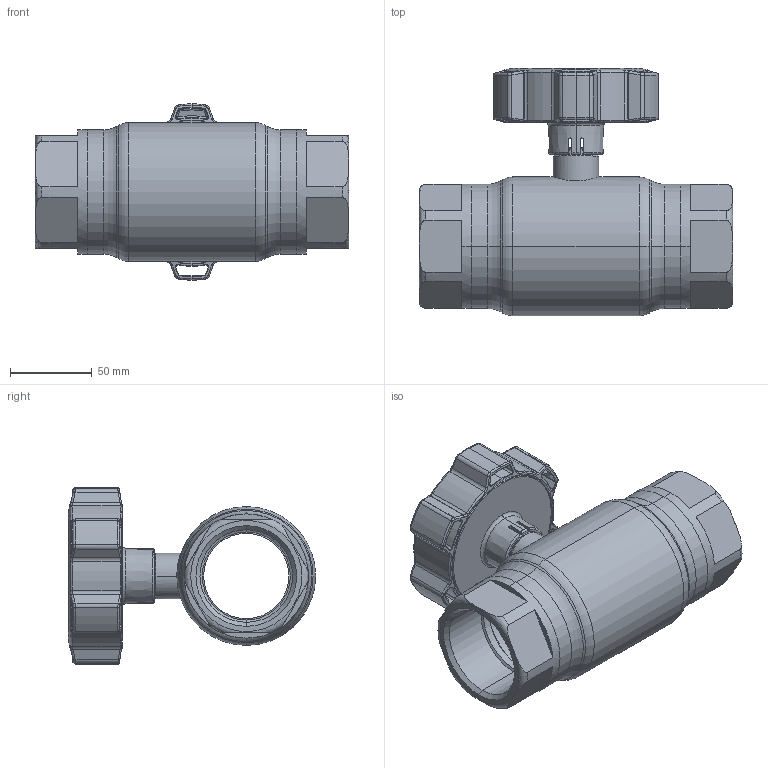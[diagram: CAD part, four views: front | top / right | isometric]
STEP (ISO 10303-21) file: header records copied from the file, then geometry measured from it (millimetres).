
FILE_DESCRIPTION (( 'STEP AP214' ), '1' );
FILE_NAME ('1050002000-1200.step', '2024-01-15T11:36:52', ( '' ), ( '' ), 'SwSTEP 2.0', 'SolidWorks 2021', '' );
FILE_SCHEMA (( 'AUTOMOTIVE_DESIGN' ));
Length unit declared in the file: millimetre
Products named in the file (1): 1050002000-1200
Bounding box: 192 x 151.5 x 107.98 mm (x, y, z)
Surface area: 115887.5 mm2 (no closed solid volume)
Topology: 0 solids, 11 shells, 514 faces, 1501 edges, 963 vertices
Faces by surface type: bspline 144, cylinder 123, plane 115, torus 73, cone 53, sphere 6
Entity records: 30851 total; most frequent: CARTESIAN_POINT 13032, ORIENTED_EDGE 2636, DIRECTION 2202, EDGE_CURVE 1501, VERTEX_POINT 963, AXIS2_PLACEMENT_3D 868, EDGE_LOOP 542, UNCERTAINTY_MEASURE_WITH_UNIT 516
